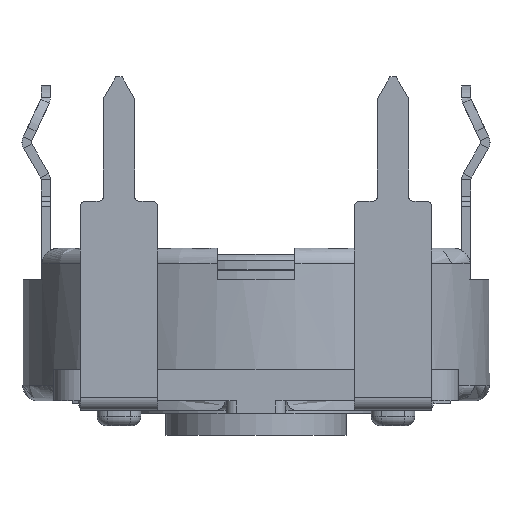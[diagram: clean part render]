
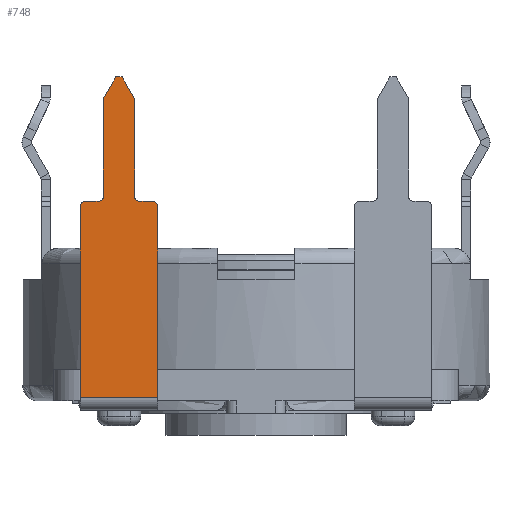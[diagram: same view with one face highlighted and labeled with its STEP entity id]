
A CAD part, front view. The second image highlights one B-rep face of the part: STEP entity #748.
In plain terms, the highlighted planar face has unit normal (0, -1, 0).
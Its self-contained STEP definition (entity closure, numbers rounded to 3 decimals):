
#344 = ORIENTED_EDGE ( 'NONE', *, *, #6227, .F. ) ;
#488 = ORIENTED_EDGE ( 'NONE', *, *, #8381, .F. ) ;
#748 = ADVANCED_FACE ( 'NONE', ( #11021 ), #9936, .F. ) ;
#964 = AXIS2_PLACEMENT_3D ( 'NONE', #14502, #14622, #10367 ) ;
#984 = VERTEX_POINT ( 'NONE', #12868 ) ;
#987 = CARTESIAN_POINT ( 'NONE',  ( -3.73, -11.152, 0.4 ) ) ;
#1048 = DIRECTION ( 'NONE',  ( -1., 0., 0. ) ) ;
#1374 = ORIENTED_EDGE ( 'NONE', *, *, #5057, .F. ) ;
#1460 = DIRECTION ( 'NONE',  ( 0., 1., 0. ) ) ;
#1472 = CARTESIAN_POINT ( 'NONE',  ( -5.48, -11.152, 6.53 ) ) ;
#1666 = VECTOR ( 'NONE', #15037, 1000. ) ;
#1921 = EDGE_CURVE ( 'NONE', #9637, #984, #16293, .T. ) ;
#1931 = LINE ( 'NONE', #15528, #15619 ) ;
#2001 = EDGE_CURVE ( 'NONE', #4905, #13706, #4365, .T. ) ;
#2664 = ORIENTED_EDGE ( 'NONE', *, *, #15306, .F. ) ;
#2668 = CARTESIAN_POINT ( 'NONE',  ( -4.3, -11.152, 10.7 ) ) ;
#2701 = CARTESIAN_POINT ( 'NONE',  ( -3.73, -11.152, 6.87 ) ) ;
#2710 = DIRECTION ( 'NONE',  ( -1., 0., 0. ) ) ;
#2770 = ORIENTED_EDGE ( 'NONE', *, *, #1921, .F. ) ;
#2885 = CARTESIAN_POINT ( 'NONE',  ( -3.73, -11.152, 6.87 ) ) ;
#2896 = EDGE_LOOP ( 'NONE', ( #6811, #6583, #488, #4182, #7581, #1374, #12641, #2664, #11627, #2770, #14697, #344, #9363, #16426 ) ) ;
#3140 = CARTESIAN_POINT ( 'NONE',  ( -3.9, -11.152, 10.007 ) ) ;
#3275 = CARTESIAN_POINT ( 'NONE',  ( -3.15, -11.152, 6.53 ) ) ;
#3298 = DIRECTION ( 'NONE',  ( 0.5, 0., 0.866 ) ) ;
#3363 = CARTESIAN_POINT ( 'NONE',  ( -3.15, -11.152, -4.825 ) ) ;
#3628 = LINE ( 'NONE', #6528, #12881 ) ;
#3838 = CARTESIAN_POINT ( 'NONE',  ( -5.65, -11.152, 0.4 ) ) ;
#3887 = CARTESIAN_POINT ( 'NONE',  ( -5.07, -11.152, 6.87 ) ) ;
#4156 = VECTOR ( 'NONE', #1048, 1000. ) ;
#4182 = ORIENTED_EDGE ( 'NONE', *, *, #11749, .F. ) ;
#4301 = EDGE_CURVE ( 'NONE', #12528, #4971, #18186, .T. ) ;
#4365 = LINE ( 'NONE', #987, #4156 ) ;
#4390 = VERTEX_POINT ( 'NONE', #13226 ) ;
#4481 = CIRCLE ( 'NONE', #15712, 0.17 ) ;
#4621 = LINE ( 'NONE', #10274, #9699 ) ;
#4905 = VERTEX_POINT ( 'NONE', #8892 ) ;
#4971 = VERTEX_POINT ( 'NONE', #3140 ) ;
#4982 = VERTEX_POINT ( 'NONE', #3275 ) ;
#5057 = EDGE_CURVE ( 'NONE', #4971, #4390, #3628, .T. ) ;
#5109 = DIRECTION ( 'NONE',  ( 0., 0., 1. ) ) ;
#5575 = DIRECTION ( 'NONE',  ( 0., -1., 0. ) ) ;
#6170 = CARTESIAN_POINT ( 'NONE',  ( -4.3, -11.152, 10.7 ) ) ;
#6227 = EDGE_CURVE ( 'NONE', #15142, #13523, #13976, .T. ) ;
#6461 = CARTESIAN_POINT ( 'NONE',  ( -4.9, -11.152, 6.87 ) ) ;
#6528 = CARTESIAN_POINT ( 'NONE',  ( -3.9, -11.152, 6.87 ) ) ;
#6583 = ORIENTED_EDGE ( 'NONE', *, *, #16586, .F. ) ;
#6811 = ORIENTED_EDGE ( 'NONE', *, *, #2001, .F. ) ;
#6874 = DIRECTION ( 'NONE',  ( 1., 0., 0. ) ) ;
#6910 = CARTESIAN_POINT ( 'NONE',  ( -3.32, -11.152, 6.7 ) ) ;
#6911 = CARTESIAN_POINT ( 'NONE',  ( -4.5, -11.152, 10.7 ) ) ;
#7064 = DIRECTION ( 'NONE',  ( 1., 0., 0. ) ) ;
#7372 = VECTOR ( 'NONE', #7064, 1000. ) ;
#7513 = AXIS2_PLACEMENT_3D ( 'NONE', #3887, #10905, #13750 ) ;
#7581 = ORIENTED_EDGE ( 'NONE', *, *, #8102, .F. ) ;
#7978 = AXIS2_PLACEMENT_3D ( 'NONE', #2701, #5575, #6874 ) ;
#8102 = EDGE_CURVE ( 'NONE', #4390, #10083, #13730, .T. ) ;
#8191 = LINE ( 'NONE', #11068, #11882 ) ;
#8381 = EDGE_CURVE ( 'NONE', #16210, #4982, #11723, .T. ) ;
#8811 = CARTESIAN_POINT ( 'NONE',  ( -4.9, -11.152, 6.87 ) ) ;
#8892 = CARTESIAN_POINT ( 'NONE',  ( -3.15, -11.152, 0.4 ) ) ;
#8925 = DIRECTION ( 'NONE',  ( 1., 0., 0. ) ) ;
#9363 = ORIENTED_EDGE ( 'NONE', *, *, #14084, .F. ) ;
#9440 = AXIS2_PLACEMENT_3D ( 'NONE', #2885, #1460, #16950 ) ;
#9481 = VERTEX_POINT ( 'NONE', #6911 ) ;
#9637 = VERTEX_POINT ( 'NONE', #8811 ) ;
#9699 = VECTOR ( 'NONE', #8925, 1000. ) ;
#9814 = DIRECTION ( 'NONE',  ( 1., 0., 0. ) ) ;
#9936 = PLANE ( 'NONE',  #9440 ) ;
#10083 = VERTEX_POINT ( 'NONE', #15330 ) ;
#10274 = CARTESIAN_POINT ( 'NONE',  ( -4.5, -11.152, 10.7 ) ) ;
#10339 = VECTOR ( 'NONE', #5109, 1000. ) ;
#10367 = DIRECTION ( 'NONE',  ( -1., 0., 0. ) ) ;
#10705 = DIRECTION ( 'NONE',  ( 0., 0., 1. ) ) ;
#10905 = DIRECTION ( 'NONE',  ( 0., -1., 0. ) ) ;
#11021 = FACE_OUTER_BOUND ( 'NONE', #2896, .T. ) ;
#11068 = CARTESIAN_POINT ( 'NONE',  ( -5.65, -11.152, -7.254 ) ) ;
#11627 = ORIENTED_EDGE ( 'NONE', *, *, #16076, .F. ) ;
#11723 = CIRCLE ( 'NONE', #964, 0.17 ) ;
#11749 = EDGE_CURVE ( 'NONE', #10083, #16210, #17572, .T. ) ;
#11882 = VECTOR ( 'NONE', #10705, 1000. ) ;
#12005 = DIRECTION ( 'NONE',  ( 0., 0., -1. ) ) ;
#12070 = CIRCLE ( 'NONE', #7513, 0.17 ) ;
#12375 = VERTEX_POINT ( 'NONE', #17234 ) ;
#12528 = VERTEX_POINT ( 'NONE', #6170 ) ;
#12641 = ORIENTED_EDGE ( 'NONE', *, *, #4301, .F. ) ;
#12772 = DIRECTION ( 'NONE',  ( 0., 1., 0. ) ) ;
#12868 = CARTESIAN_POINT ( 'NONE',  ( -4.9, -11.152, 10.007 ) ) ;
#12881 = VECTOR ( 'NONE', #12005, 1000. ) ;
#13226 = CARTESIAN_POINT ( 'NONE',  ( -3.9, -11.152, 6.87 ) ) ;
#13523 = VERTEX_POINT ( 'NONE', #17389 ) ;
#13706 = VERTEX_POINT ( 'NONE', #3838 ) ;
#13730 = CIRCLE ( 'NONE', #7978, 0.17 ) ;
#13750 = DIRECTION ( 'NONE',  ( -1., 0., 0. ) ) ;
#13976 = LINE ( 'NONE', #18278, #7372 ) ;
#14084 = EDGE_CURVE ( 'NONE', #12375, #15142, #4481, .T. ) ;
#14501 = VECTOR ( 'NONE', #9814, 1000. ) ;
#14502 = CARTESIAN_POINT ( 'NONE',  ( -3.32, -11.152, 6.53 ) ) ;
#14622 = DIRECTION ( 'NONE',  ( 0., 1., 0. ) ) ;
#14697 = ORIENTED_EDGE ( 'NONE', *, *, #17601, .F. ) ;
#14729 = LINE ( 'NONE', #3363, #1666 ) ;
#14987 = EDGE_CURVE ( 'NONE', #13706, #12375, #8191, .T. ) ;
#15037 = DIRECTION ( 'NONE',  ( 0., 0., -1. ) ) ;
#15142 = VERTEX_POINT ( 'NONE', #18061 ) ;
#15306 = EDGE_CURVE ( 'NONE', #9481, #12528, #4621, .T. ) ;
#15330 = CARTESIAN_POINT ( 'NONE',  ( -3.73, -11.152, 6.7 ) ) ;
#15528 = CARTESIAN_POINT ( 'NONE',  ( -4.5, -11.152, 10.7 ) ) ;
#15619 = VECTOR ( 'NONE', #3298, 1000. ) ;
#15712 = AXIS2_PLACEMENT_3D ( 'NONE', #1472, #12772, #2710 ) ;
#16076 = EDGE_CURVE ( 'NONE', #984, #9481, #1931, .T. ) ;
#16210 = VERTEX_POINT ( 'NONE', #6910 ) ;
#16293 = LINE ( 'NONE', #6461, #10339 ) ;
#16426 = ORIENTED_EDGE ( 'NONE', *, *, #14987, .F. ) ;
#16586 = EDGE_CURVE ( 'NONE', #4982, #4905, #14729, .T. ) ;
#16876 = CARTESIAN_POINT ( 'NONE',  ( -3.73, -11.152, 6.7 ) ) ;
#16950 = DIRECTION ( 'NONE',  ( 1., 0., 0. ) ) ;
#17079 = VECTOR ( 'NONE', #17228, 1000. ) ;
#17228 = DIRECTION ( 'NONE',  ( 0.5, 0., -0.866 ) ) ;
#17234 = CARTESIAN_POINT ( 'NONE',  ( -5.65, -11.152, 6.53 ) ) ;
#17389 = CARTESIAN_POINT ( 'NONE',  ( -5.07, -11.152, 6.7 ) ) ;
#17572 = LINE ( 'NONE', #16876, #14501 ) ;
#17601 = EDGE_CURVE ( 'NONE', #13523, #9637, #12070, .T. ) ;
#18061 = CARTESIAN_POINT ( 'NONE',  ( -5.48, -11.152, 6.7 ) ) ;
#18186 = LINE ( 'NONE', #2668, #17079 ) ;
#18278 = CARTESIAN_POINT ( 'NONE',  ( -5.48, -11.152, 6.7 ) ) ;
